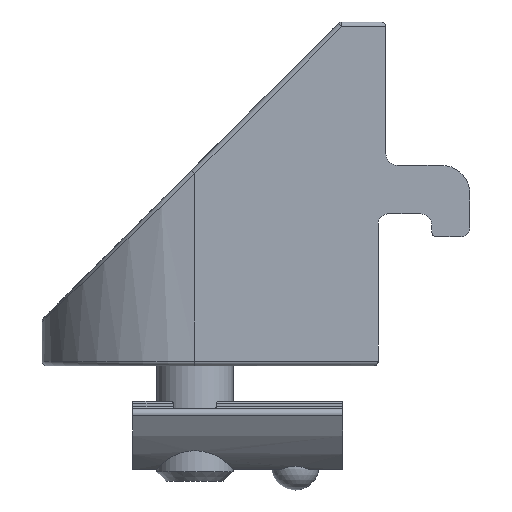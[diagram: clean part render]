
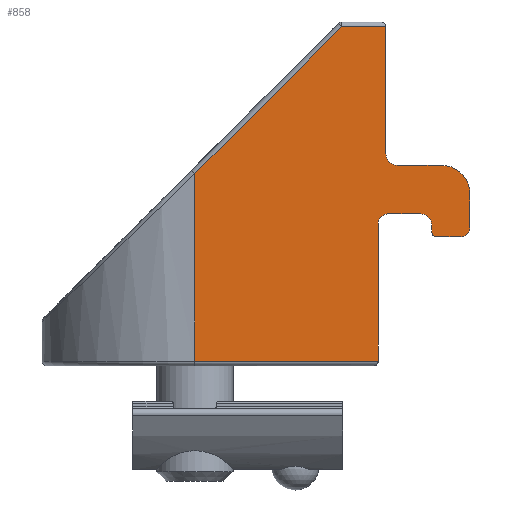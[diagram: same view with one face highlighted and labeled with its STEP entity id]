
A CAD part, left-side view. The second image highlights one B-rep face of the part: STEP entity #858.
In plain terms, the highlighted planar face has unit normal (-1, 0, 0).
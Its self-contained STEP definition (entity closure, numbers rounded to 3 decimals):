
#858=ADVANCED_FACE('',(#1026),#1027,.T.);
#1026=FACE_OUTER_BOUND('',#1351,.T.);
#1027=PLANE('',#1352);
#1351=EDGE_LOOP('',(#1882,#1883,#1884,#1885,#1886,#1887,#1888,#1889,#1890,#1891,#1892,#1893,#1894,#1895,#1896,#1897,#1898));
#1352=AXIS2_PLACEMENT_3D('',#1899,#1900,#1901);
#1882=ORIENTED_EDGE('',*,*,#2256,.T.);
#1883=ORIENTED_EDGE('',*,*,#2257,.T.);
#1884=ORIENTED_EDGE('',*,*,#2258,.T.);
#1885=ORIENTED_EDGE('',*,*,#2259,.T.);
#1886=ORIENTED_EDGE('',*,*,#2260,.T.);
#1887=ORIENTED_EDGE('',*,*,#2250,.F.);
#1888=ORIENTED_EDGE('',*,*,#2261,.T.);
#1889=ORIENTED_EDGE('',*,*,#2262,.T.);
#1890=ORIENTED_EDGE('',*,*,#2263,.T.);
#1891=ORIENTED_EDGE('',*,*,#2264,.T.);
#1892=ORIENTED_EDGE('',*,*,#2265,.F.);
#1893=ORIENTED_EDGE('',*,*,#2266,.F.);
#1894=ORIENTED_EDGE('',*,*,#2267,.T.);
#1895=ORIENTED_EDGE('',*,*,#2268,.F.);
#1896=ORIENTED_EDGE('',*,*,#2269,.T.);
#1897=ORIENTED_EDGE('',*,*,#2270,.T.);
#1898=ORIENTED_EDGE('',*,*,#2271,.T.);
#1899=CARTESIAN_POINT('',(-16.0,0.0,0.0));
#1900=DIRECTION('',(-1.0,0.0,0.0));
#1901=DIRECTION('',(0.0,0.0,1.0));
#2250=EDGE_CURVE('',#2571,#2569,#2573,.F.);
#2256=EDGE_CURVE('',#2582,#2583,#2584,.F.);
#2257=EDGE_CURVE('',#2583,#2585,#2586,.T.);
#2258=EDGE_CURVE('',#2585,#2556,#2587,.T.);
#2259=EDGE_CURVE('',#2556,#2523,#2588,.T.);
#2260=EDGE_CURVE('',#2523,#2569,#2589,.F.);
#2261=EDGE_CURVE('',#2571,#2590,#2591,.T.);
#2262=EDGE_CURVE('',#2590,#2592,#2593,.T.);
#2263=EDGE_CURVE('',#2592,#2594,#2595,.F.);
#2264=EDGE_CURVE('',#2594,#2596,#2597,.T.);
#2265=EDGE_CURVE('',#2598,#2596,#2599,.T.);
#2266=EDGE_CURVE('',#2600,#2598,#2601,.F.);
#2267=EDGE_CURVE('',#2600,#2602,#2603,.F.);
#2268=EDGE_CURVE('',#2604,#2602,#2605,.F.);
#2269=EDGE_CURVE('',#2604,#2606,#2607,.T.);
#2270=EDGE_CURVE('',#2606,#2608,#2609,.T.);
#2271=EDGE_CURVE('',#2608,#2582,#2610,.T.);
#2523=VERTEX_POINT('',#3244);
#2556=VERTEX_POINT('',#3351);
#2569=VERTEX_POINT('',#3367);
#2571=VERTEX_POINT('',#3369);
#2573=LINE('',#3371,#3372);
#2582=VERTEX_POINT('',#3383);
#2583=VERTEX_POINT('',#3384);
#2584=CIRCLE('',#3385,1.2);
#2585=VERTEX_POINT('',#3386);
#2586=LINE('',#3387,#3388);
#2587=LINE('',#3389,#3390);
#2588=LINE('',#3391,#3392);
#2589=LINE('',#3393,#3394);
#2590=VERTEX_POINT('',#3395);
#2591=LINE('',#3396,#3397);
#2592=VERTEX_POINT('',#3398);
#2593=CIRCLE('',#3399,1.0);
#2594=VERTEX_POINT('',#3400);
#2595=LINE('',#3401,#3402);
#2596=VERTEX_POINT('',#3403);
#2597=CIRCLE('',#3404,1.2);
#2598=VERTEX_POINT('',#3405);
#2599=LINE('',#3406,#3407);
#2600=VERTEX_POINT('',#3408);
#2601=CIRCLE('',#3409,0.5);
#2602=VERTEX_POINT('',#3410);
#2603=LINE('',#3411,#3412);
#2604=VERTEX_POINT('',#3413);
#2605=CIRCLE('',#3414,1.0);
#2606=VERTEX_POINT('',#3415);
#2607=LINE('',#3416,#3417);
#2608=VERTEX_POINT('',#3418);
#2609=CIRCLE('',#3419,3.0);
#2610=LINE('',#3420,#3421);
#3244=CARTESIAN_POINT('',(-16.0,20.,20.109));
#3351=CARTESIAN_POINT('',(-16.0,4.609,35.5));
#3367=CARTESIAN_POINT('',(-16.0,20.0,0.5));
#3369=CARTESIAN_POINT('',(-16.0,0.8,0.5));
#3371=CARTESIAN_POINT('',(-16.0,0.0,0.5));
#3372=VECTOR('',#3716,1.0);
#3383=CARTESIAN_POINT('',(-16.0,-1.2,21.0));
#3384=CARTESIAN_POINT('',(-16.0,0.0,22.2));
#3385=AXIS2_PLACEMENT_3D('',#3728,#3729,#3730);
#3386=CARTESIAN_POINT('',(-16.0,0.,35.5));
#3387=CARTESIAN_POINT('',(-16.0,0.0,0.0));
#3388=VECTOR('',#3731,1.0);
#3389=CARTESIAN_POINT('',(-16.0,0.0,35.5));
#3390=VECTOR('',#3732,1.0);
#3391=CARTESIAN_POINT('',(-16.0,4.609,35.5));
#3392=VECTOR('',#3733,1.0);
#3393=CARTESIAN_POINT('',(-16.0,20.,0.0));
#3394=VECTOR('',#3734,1.0);
#3395=CARTESIAN_POINT('',(-16.0,0.8,14.9));
#3396=CARTESIAN_POINT('',(-16.0,0.8,0.0));
#3397=VECTOR('',#3735,1.0);
#3398=CARTESIAN_POINT('',(-16.0,-0.2,15.9));
#3399=AXIS2_PLACEMENT_3D('',#3736,#3737,#3738);
#3400=CARTESIAN_POINT('',(-16.0,-3.6,15.9));
#3401=CARTESIAN_POINT('',(-16.0,0.0,15.9));
#3402=VECTOR('',#3739,1.0);
#3403=CARTESIAN_POINT('',(-16.0,-4.8,14.7));
#3404=AXIS2_PLACEMENT_3D('',#3740,#3741,#3742);
#3405=CARTESIAN_POINT('',(-16.0,-4.8,14.0));
#3406=CARTESIAN_POINT('',(-16.0,-4.8,13.5));
#3407=VECTOR('',#3743,1.0);
#3408=CARTESIAN_POINT('',(-16.0,-5.3,13.5));
#3409=AXIS2_PLACEMENT_3D('',#3744,#3745,#3746);
#3410=CARTESIAN_POINT('',(-16.0,-7.8,13.5));
#3411=CARTESIAN_POINT('',(-16.0,0.0,13.5));
#3412=VECTOR('',#3747,1.0);
#3413=CARTESIAN_POINT('',(-16.0,-8.8,14.5));
#3414=AXIS2_PLACEMENT_3D('',#3748,#3749,#3750);
#3415=CARTESIAN_POINT('',(-16.0,-8.8,18.0));
#3416=CARTESIAN_POINT('',(-16.0,-8.8,0.0));
#3417=VECTOR('',#3751,1.0);
#3418=CARTESIAN_POINT('',(-16.0,-5.8,21.0));
#3419=AXIS2_PLACEMENT_3D('',#3752,#3753,#3754);
#3420=CARTESIAN_POINT('',(-16.0,0.0,21.0));
#3421=VECTOR('',#3755,1.0);
#3716=DIRECTION('',(0.0,-1.0,0.0));
#3728=CARTESIAN_POINT('',(-16.0,-1.2,22.2));
#3729=DIRECTION('',(-1.0,0.0,0.0));
#3730=DIRECTION('',(0.0,0.0,1.0));
#3731=DIRECTION('',(0.0,0.0,1.0));
#3732=DIRECTION('',(0.0,1.0,0.0));
#3733=DIRECTION('',(0.0,0.707,-0.707));
#3734=DIRECTION('',(0.0,0.0,1.0));
#3735=DIRECTION('',(0.0,0.0,1.0));
#3736=CARTESIAN_POINT('',(-16.0,-0.2,14.9));
#3737=DIRECTION('',(1.0,0.0,0.0));
#3738=DIRECTION('',(0.0,0.0,-1.0));
#3739=DIRECTION('',(0.0,1.0,0.0));
#3740=CARTESIAN_POINT('',(-16.0,-3.6,14.7));
#3741=DIRECTION('',(1.0,0.0,0.0));
#3742=DIRECTION('',(0.0,0.0,-1.0));
#3743=DIRECTION('',(0.0,0.0,1.0));
#3744=CARTESIAN_POINT('',(-16.0,-5.3,14.0));
#3745=DIRECTION('',(-1.0,0.0,0.0));
#3746=DIRECTION('',(0.0,0.0,1.0));
#3747=DIRECTION('',(0.0,1.0,0.0));
#3748=CARTESIAN_POINT('',(-16.0,-7.8,14.5));
#3749=DIRECTION('',(-1.0,0.0,0.0));
#3750=DIRECTION('',(0.0,0.0,1.0));
#3751=DIRECTION('',(0.0,0.0,1.0));
#3752=CARTESIAN_POINT('',(-16.0,-5.8,18.0));
#3753=DIRECTION('',(-1.0,0.0,0.0));
#3754=DIRECTION('',(0.0,0.0,1.0));
#3755=DIRECTION('',(0.0,1.0,0.0));
